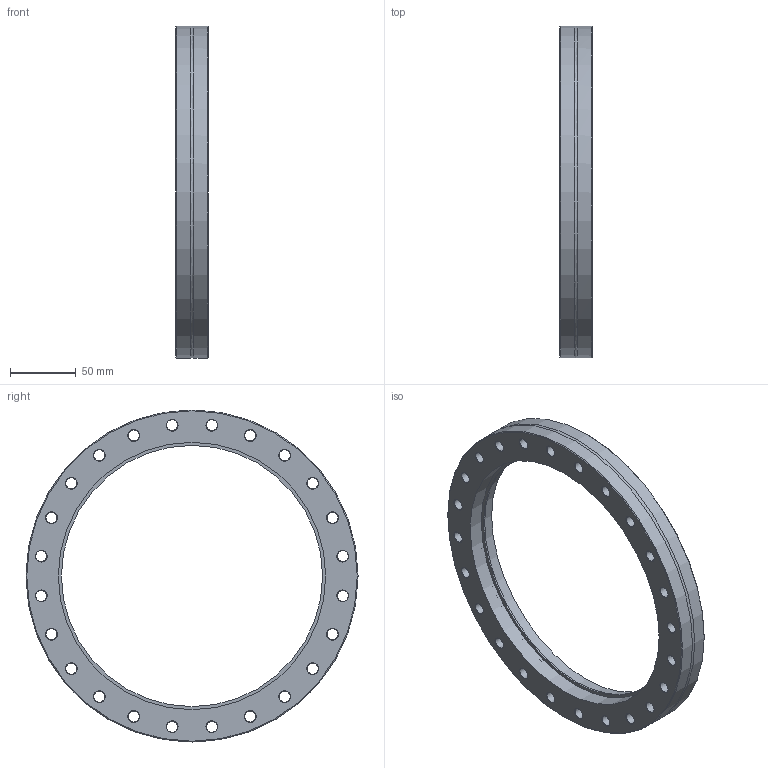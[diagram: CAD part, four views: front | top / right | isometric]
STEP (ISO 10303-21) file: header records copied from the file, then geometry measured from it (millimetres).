
FILE_DESCRIPTION (( 'STEP AP214' ), '1' );
FILE_NAME ('BS1CF200203.7FULLVAC.STEP', '2024-10-29T09:54:36', ( '' ), ( '' ), 'SwSTEP 2.0', 'SolidWorks 2017', '' );
FILE_SCHEMA (( 'AUTOMOTIVE_DESIGN' ));
Length unit declared in the file: millimetre
Products named in the file (1): BS1CF200203.7FULLVAC
Bounding box: 24.5 x 253 x 253 mm (x, y, z)
Volume: 392849.1 mm3; surface area: 89284.2 mm2
Topology: 1 solids, 3 shells, 100 faces, 253 edges, 160 vertices
Faces by surface type: cone 55, cylinder 32, plane 8, bspline 3, torus 2
Full cylindrical faces by diameter (mm): 0.424 x1, 8.4 x24, 199 x1, 203.7 x1, 204 x1, 205.5 x1, 253 x2
Entity records: 2983 total; most frequent: CARTESIAN_POINT 953, DIRECTION 440, ORIENTED_EDGE 260, EDGE_LOOP 242, AXIS2_PLACEMENT_3D 219, FACE_OUTER_BOUND 136, EDGE_CURVE 130, VERTEX_POINT 126
